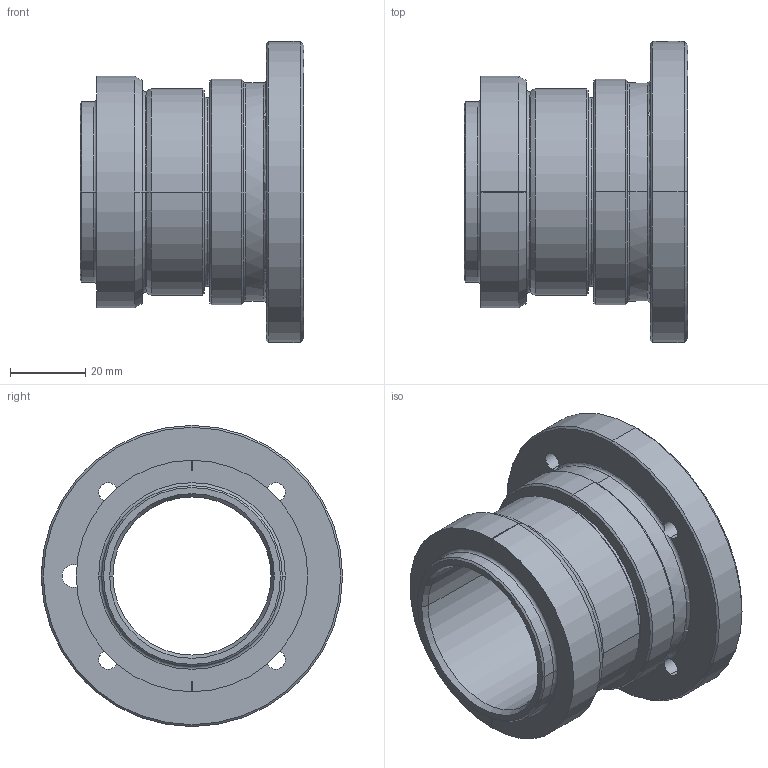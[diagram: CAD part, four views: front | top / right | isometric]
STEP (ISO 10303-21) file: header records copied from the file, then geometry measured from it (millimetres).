
FILE_DESCRIPTION (( 'STEP AP214' ), '1' );
FILE_NAME ('IRB1520ID_4_150__02_link6_step_j.STEP', '2013-04-09T05:07:27', ( 'ABB' ), ( 'ABB' ), 'SwSTEP 2.0', 'SolidWorks 2010', '' );
FILE_SCHEMA (( 'AUTOMOTIVE_DESIGN' ));
Length unit declared in the file: millimetre
Products named in the file (1): IRB1520ID_4_150__02_link6_step_j
Bounding box: 59.5 x 80 x 80 mm (x, y, z)
Volume: 92003.3 mm3; surface area: 35278.1 mm2
Topology: 2 solids, 2 shells, 116 faces, 268 edges, 154 vertices
Faces by surface type: cone 46, cylinder 37, torus 19, plane 14
Entity records: 4747 total; most frequent: CARTESIAN_POINT 716, DIRECTION 630, ORIENTED_EDGE 532, AXIS2_PLACEMENT_3D 266, EDGE_CURVE 266, VERTEX_POINT 154, CIRCLE 149, EDGE_LOOP 130
